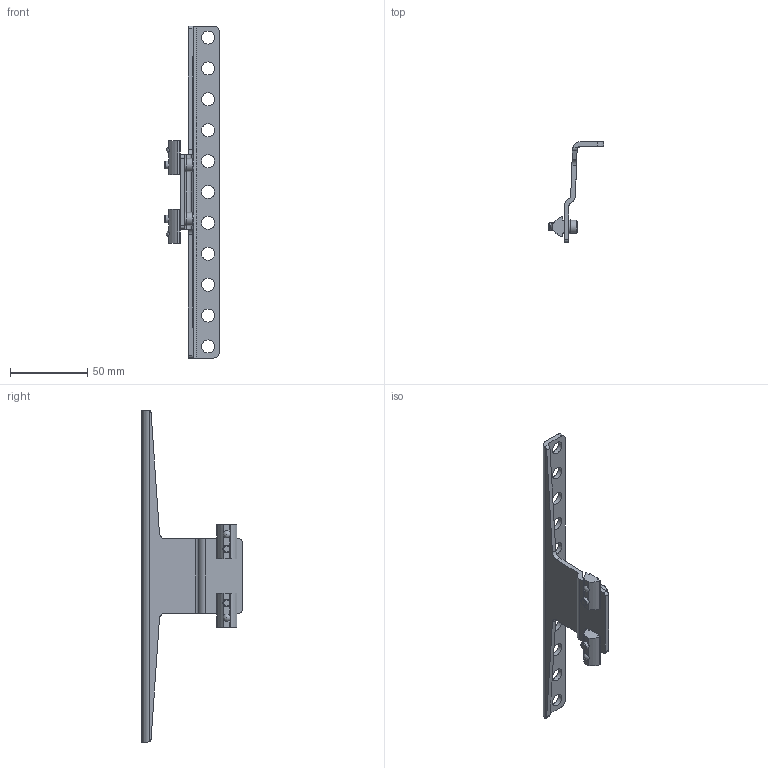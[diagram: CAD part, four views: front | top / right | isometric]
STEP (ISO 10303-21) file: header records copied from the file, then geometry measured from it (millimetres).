
FILE_DESCRIPTION(/* description */ ('STEP AP214'),/* implementation_level */ '2;1');
FILE_NAME(/* name */ '570365_HWS-EGC-M8-B',/* time_stamp */ '2024-08-29T13:24:05+02:00',/* author */ ('License CC BY-ND 4.0'),/* organization */ ('CADENAS'),/* preprocessor_version */ 'ST-DEVELOPER v19.3',/* originating_system */ 'PARTsolutions',/* authorisation */ ' ');
FILE_SCHEMA (('AUTOMOTIVE_DESIGN {1 0 10303 214 3 1 1}'));
Length unit declared in the file: millimetre
Products named in the file (5): 570365 HWS-EGC-M8-B---(0); 570365 HWS-EGC-M8(p)---(0_0); 414500 S5; DIN-912 - M5x14(F); 189655 HMBN-8-M5
Assembly tree (7 placements, depth 2):
  570365 HWS-EGC-M8-B---(0)
    570365 HWS-EGC-M8(p)---(0_0)
    414500 S5  x2
    DIN-912 - M5x14(F)  x2
    189655 HMBN-8-M5  x2
Bounding box: 35.77 x 65 x 215 mm (x, y, z)
Volume: 26127.1 mm3; surface area: 20558.7 mm2
Topology: 7 solids, 7 shells, 161 faces, 397 edges, 248 vertices
Faces by surface type: plane 68, cylinder 65, cone 26, sphere 2
Full cylindrical faces by diameter (mm): 4.134 x2, 5 x2, 5.2 x2, 5.3 x2, 8.4 x11, 8.5 x2, 9 x2
Entity records: 3133 total; most frequent: CARTESIAN_POINT 568, DIRECTION 528, ORIENTED_EDGE 454, EDGE_CURVE 227, AXIS2_PLACEMENT_3D 214, VERTEX_POINT 160, FACE_BOUND 157, EDGE_LOOP 156
